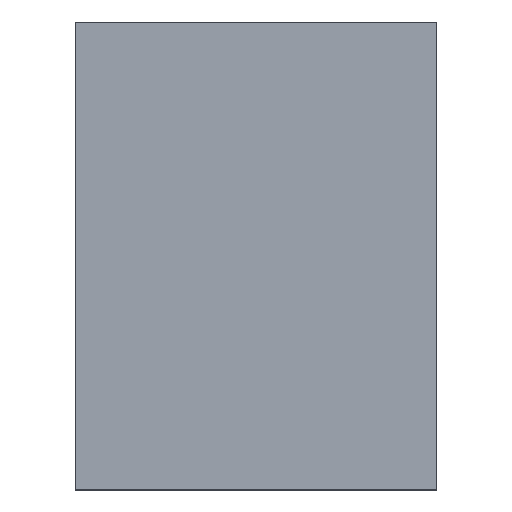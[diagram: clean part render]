
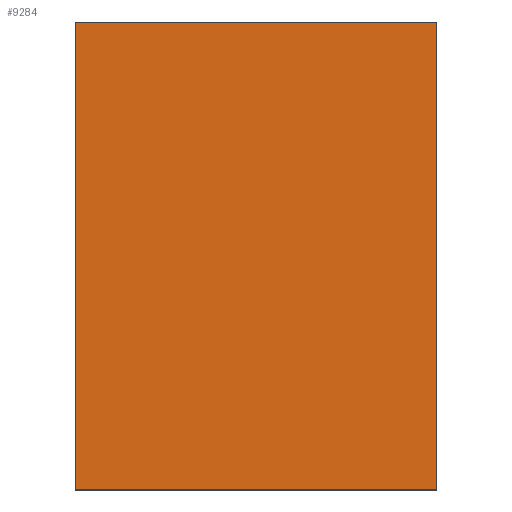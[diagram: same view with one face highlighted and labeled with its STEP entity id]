
A CAD part, top view. The second image highlights one B-rep face of the part: STEP entity #9284.
In plain terms, the highlighted planar face has unit normal (0, 0, 1).
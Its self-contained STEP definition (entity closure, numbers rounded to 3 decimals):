
#8970 = VERTEX_POINT('',#8971);
#8971 = CARTESIAN_POINT('',(-8.5,11.,4.));
#8978 = PLANE('',#8979);
#8979 = AXIS2_PLACEMENT_3D('',#8980,#8981,#8982);
#8980 = CARTESIAN_POINT('',(-8.5,11.,1.5));
#8981 = DIRECTION('',(0.,1.,0.));
#8982 = DIRECTION('',(1.,0.,0.));
#8990 = PLANE('',#8991);
#8991 = AXIS2_PLACEMENT_3D('',#8992,#8993,#8994);
#8992 = CARTESIAN_POINT('',(-8.5,-11.,1.5));
#8993 = DIRECTION('',(-1.,0.,0.));
#8994 = DIRECTION('',(0.,1.,0.));
#9002 = EDGE_CURVE('',#8970,#9003,#9005,.T.);
#9003 = VERTEX_POINT('',#9004);
#9004 = CARTESIAN_POINT('',(8.5,11.,4.));
#9005 = SURFACE_CURVE('',#9006,(#9010,#9017),.PCURVE_S1.);
#9006 = LINE('',#9007,#9008);
#9007 = CARTESIAN_POINT('',(-8.5,11.,4.));
#9008 = VECTOR('',#9009,1.);
#9009 = DIRECTION('',(1.,0.,0.));
#9010 = PCURVE('',#8978,#9011);
#9011 = DEFINITIONAL_REPRESENTATION('',(#9012),#9016);
#9012 = LINE('',#9013,#9014);
#9013 = CARTESIAN_POINT('',(0.,-2.5));
#9014 = VECTOR('',#9015,1.);
#9015 = DIRECTION('',(1.,0.));
#9016 = ( GEOMETRIC_REPRESENTATION_CONTEXT(2) 
PARAMETRIC_REPRESENTATION_CONTEXT() REPRESENTATION_CONTEXT('2D SPACE',''
  ) );
#9017 = PCURVE('',#9018,#9023);
#9018 = PLANE('',#9019);
#9019 = AXIS2_PLACEMENT_3D('',#9020,#9021,#9022);
#9020 = CARTESIAN_POINT('',(0.,0.,4.));
#9021 = DIRECTION('',(-0.,-0.,-1.));
#9022 = DIRECTION('',(-1.,0.,0.));
#9023 = DEFINITIONAL_REPRESENTATION('',(#9024),#9028);
#9024 = LINE('',#9025,#9026);
#9025 = CARTESIAN_POINT('',(8.5,11.));
#9026 = VECTOR('',#9027,1.);
#9027 = DIRECTION('',(-1.,0.));
#9028 = ( GEOMETRIC_REPRESENTATION_CONTEXT(2) 
PARAMETRIC_REPRESENTATION_CONTEXT() REPRESENTATION_CONTEXT('2D SPACE',''
  ) );
#9046 = PLANE('',#9047);
#9047 = AXIS2_PLACEMENT_3D('',#9048,#9049,#9050);
#9048 = CARTESIAN_POINT('',(8.5,11.,1.5));
#9049 = DIRECTION('',(1.,0.,0.));
#9050 = DIRECTION('',(0.,-1.,0.));
#9088 = EDGE_CURVE('',#9003,#9089,#9091,.T.);
#9089 = VERTEX_POINT('',#9090);
#9090 = CARTESIAN_POINT('',(8.5,-11.,4.));
#9091 = SURFACE_CURVE('',#9092,(#9096,#9103),.PCURVE_S1.);
#9092 = LINE('',#9093,#9094);
#9093 = CARTESIAN_POINT('',(8.5,11.,4.));
#9094 = VECTOR('',#9095,1.);
#9095 = DIRECTION('',(0.,-1.,0.));
#9096 = PCURVE('',#9046,#9097);
#9097 = DEFINITIONAL_REPRESENTATION('',(#9098),#9102);
#9098 = LINE('',#9099,#9100);
#9099 = CARTESIAN_POINT('',(0.,-2.5));
#9100 = VECTOR('',#9101,1.);
#9101 = DIRECTION('',(1.,0.));
#9102 = ( GEOMETRIC_REPRESENTATION_CONTEXT(2) 
PARAMETRIC_REPRESENTATION_CONTEXT() REPRESENTATION_CONTEXT('2D SPACE',''
  ) );
#9103 = PCURVE('',#9018,#9104);
#9104 = DEFINITIONAL_REPRESENTATION('',(#9105),#9109);
#9105 = LINE('',#9106,#9107);
#9106 = CARTESIAN_POINT('',(-8.5,11.));
#9107 = VECTOR('',#9108,1.);
#9108 = DIRECTION('',(0.,-1.));
#9109 = ( GEOMETRIC_REPRESENTATION_CONTEXT(2) 
PARAMETRIC_REPRESENTATION_CONTEXT() REPRESENTATION_CONTEXT('2D SPACE',''
  ) );
#9127 = PLANE('',#9128);
#9128 = AXIS2_PLACEMENT_3D('',#9129,#9130,#9131);
#9129 = CARTESIAN_POINT('',(8.5,-11.,1.5));
#9130 = DIRECTION('',(0.,-1.,0.));
#9131 = DIRECTION('',(-1.,0.,0.));
#9164 = EDGE_CURVE('',#9089,#9165,#9167,.T.);
#9165 = VERTEX_POINT('',#9166);
#9166 = CARTESIAN_POINT('',(-8.5,-11.,4.));
#9167 = SURFACE_CURVE('',#9168,(#9172,#9179),.PCURVE_S1.);
#9168 = LINE('',#9169,#9170);
#9169 = CARTESIAN_POINT('',(8.5,-11.,4.));
#9170 = VECTOR('',#9171,1.);
#9171 = DIRECTION('',(-1.,0.,0.));
#9172 = PCURVE('',#9127,#9173);
#9173 = DEFINITIONAL_REPRESENTATION('',(#9174),#9178);
#9174 = LINE('',#9175,#9176);
#9175 = CARTESIAN_POINT('',(0.,-2.5));
#9176 = VECTOR('',#9177,1.);
#9177 = DIRECTION('',(1.,0.));
#9178 = ( GEOMETRIC_REPRESENTATION_CONTEXT(2) 
PARAMETRIC_REPRESENTATION_CONTEXT() REPRESENTATION_CONTEXT('2D SPACE',''
  ) );
#9179 = PCURVE('',#9018,#9180);
#9180 = DEFINITIONAL_REPRESENTATION('',(#9181),#9185);
#9181 = LINE('',#9182,#9183);
#9182 = CARTESIAN_POINT('',(-8.5,-11.));
#9183 = VECTOR('',#9184,1.);
#9184 = DIRECTION('',(1.,0.));
#9185 = ( GEOMETRIC_REPRESENTATION_CONTEXT(2) 
PARAMETRIC_REPRESENTATION_CONTEXT() REPRESENTATION_CONTEXT('2D SPACE',''
  ) );
#9235 = EDGE_CURVE('',#9165,#8970,#9236,.T.);
#9236 = SURFACE_CURVE('',#9237,(#9241,#9248),.PCURVE_S1.);
#9237 = LINE('',#9238,#9239);
#9238 = CARTESIAN_POINT('',(-8.5,-11.,4.));
#9239 = VECTOR('',#9240,1.);
#9240 = DIRECTION('',(0.,1.,0.));
#9241 = PCURVE('',#8990,#9242);
#9242 = DEFINITIONAL_REPRESENTATION('',(#9243),#9247);
#9243 = LINE('',#9244,#9245);
#9244 = CARTESIAN_POINT('',(0.,-2.5));
#9245 = VECTOR('',#9246,1.);
#9246 = DIRECTION('',(1.,0.));
#9247 = ( GEOMETRIC_REPRESENTATION_CONTEXT(2) 
PARAMETRIC_REPRESENTATION_CONTEXT() REPRESENTATION_CONTEXT('2D SPACE',''
  ) );
#9248 = PCURVE('',#9018,#9249);
#9249 = DEFINITIONAL_REPRESENTATION('',(#9250),#9254);
#9250 = LINE('',#9251,#9252);
#9251 = CARTESIAN_POINT('',(8.5,-11.));
#9252 = VECTOR('',#9253,1.);
#9253 = DIRECTION('',(0.,1.));
#9254 = ( GEOMETRIC_REPRESENTATION_CONTEXT(2) 
PARAMETRIC_REPRESENTATION_CONTEXT() REPRESENTATION_CONTEXT('2D SPACE',''
  ) );
#9284 = ADVANCED_FACE('',(#9285),#9018,.F.);
#9285 = FACE_BOUND('',#9286,.F.);
#9286 = EDGE_LOOP('',(#9287,#9288,#9289,#9290));
#9287 = ORIENTED_EDGE('',*,*,#9002,.T.);
#9288 = ORIENTED_EDGE('',*,*,#9088,.T.);
#9289 = ORIENTED_EDGE('',*,*,#9164,.T.);
#9290 = ORIENTED_EDGE('',*,*,#9235,.T.);
